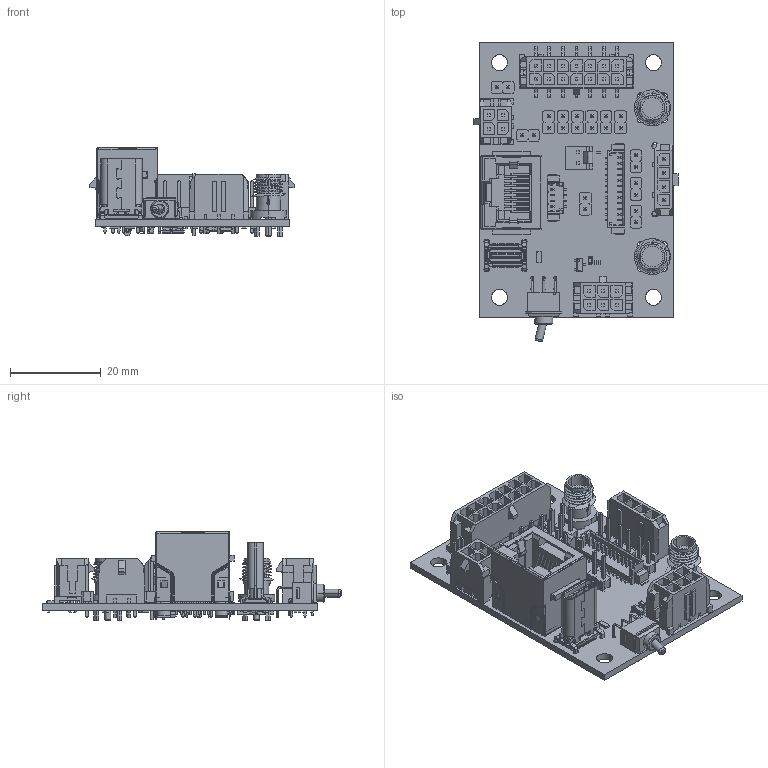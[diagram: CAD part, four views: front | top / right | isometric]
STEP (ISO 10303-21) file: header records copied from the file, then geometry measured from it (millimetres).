
FILE_DESCRIPTION (( 'STEP AP214' ), '1' );
FILE_NAME ('068-0070-30.STEP', '2025-06-16T17:50:32', ( '' ), ( '' ), 'SwSTEP 2.0', 'SolidWorks 2019', '' );
FILE_SCHEMA (( 'AUTOMOTIVE_DESIGN' ));
Length unit declared in the file: millimetre
Products named in the file (1): 068-0070-30
Bounding box: 44.86 x 65.79 x 19.45 mm (x, y, z)
Surface area: 21145.6 mm2 (no closed solid volume)
Topology: 0 solids, 377 shells, 9164 faces, 22570 edges, 14007 vertices
Faces by surface type: plane 6506, cylinder 2162, sphere 342, cone 74, torus 42, bspline 38
Entity records: 373901 total; most frequent: CARTESIAN_POINT 58371, ORIENTED_EDGE 44402, DIRECTION 41377, EDGE_CURVE 22218, LINE 17585, VECTOR 17585, VERTEX_POINT 13991, AXIS2_PLACEMENT_3D 11896
